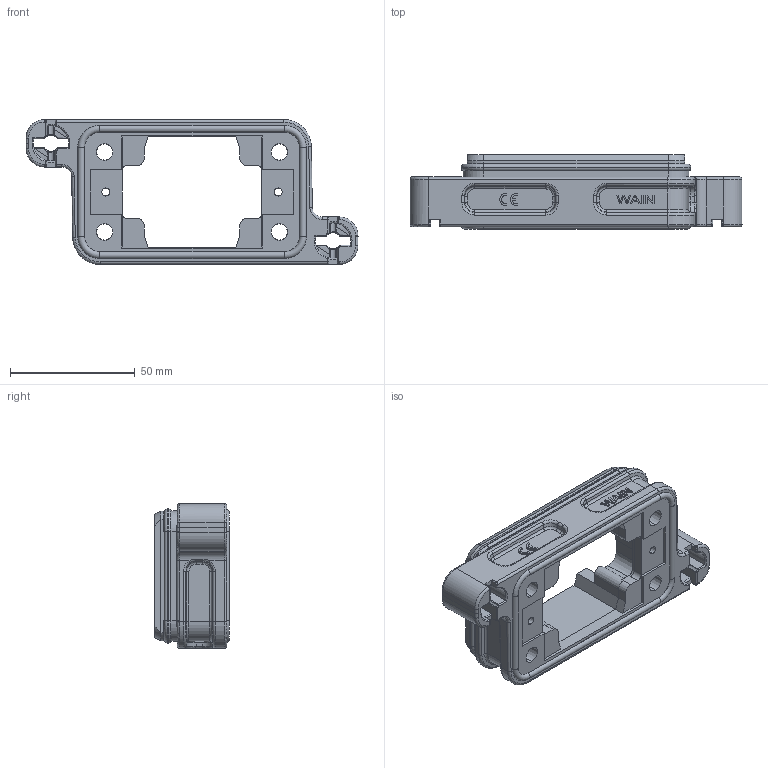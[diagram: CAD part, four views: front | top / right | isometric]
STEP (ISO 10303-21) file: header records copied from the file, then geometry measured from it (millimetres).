
FILE_DESCRIPTION(/* description */ (''),/* implementation_level */ '2;1');
FILE_NAME(/* name */ '3D_1136063401002_HP6B_H-BKH-2T_V1.1.STP',/* time_stamp */ '2023-12-26T19:01:08+08:00',/* author */ (''),/* organization */ (''),/* preprocessor_version */ 'ST-DEVELOPER v18.1',/* originating_system */ 'SIEMENS PLM Software NX 1980',/* authorisation */ '');
FILE_SCHEMA (('AP203_CONFIGURATION_CONTROLLED_3D_DESIGN_OF_MECHANICAL_PARTS_AND_ASSEMBLIES_MIM_LF { 1 0 10303 403 2 1 2}'));
Length unit declared in the file: millimetre
Products named in the file (1): temp1
Bounding box: 133 x 29.9 x 58 mm (x, y, z)
Volume: 59576.3 mm3; surface area: 32178.9 mm2
Topology: 11 solids, 14 shells, 843 faces, 2058 edges, 1234 vertices
Faces by surface type: plane 350, cylinder 214, torus 127, cone 78, bspline 46, extrusion 16, sphere 12
Entity records: 27220 total; most frequent: CARTESIAN_POINT 9122, ORIENTED_EDGE 4092, DIRECTION 3105, EDGE_CURVE 2046, VERTEX_POINT 1234, AXIS2_PLACEMENT_3D 1099, VECTOR 907, LINE 891
